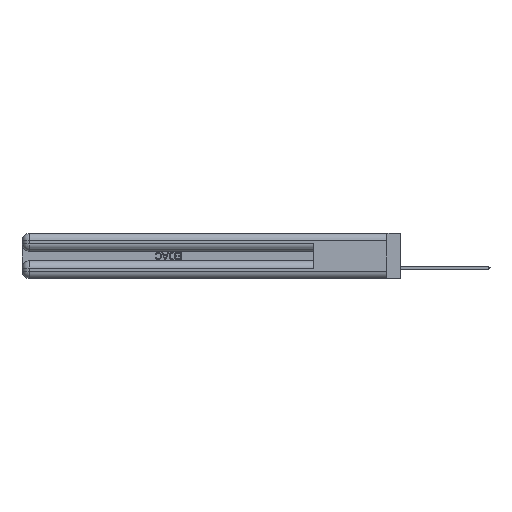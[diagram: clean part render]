
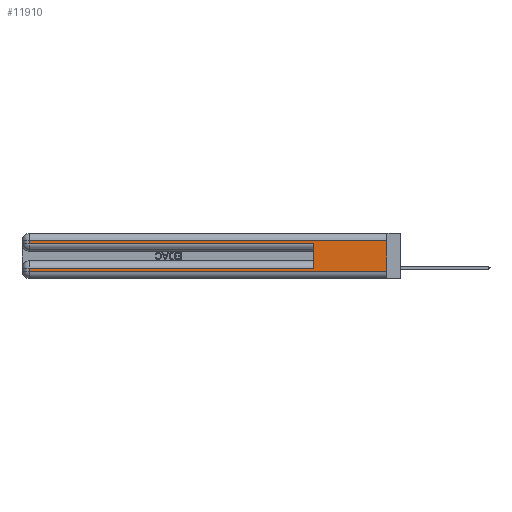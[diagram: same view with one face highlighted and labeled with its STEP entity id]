
A CAD part, left-side view. The second image highlights one B-rep face of the part: STEP entity #11910.
In plain terms, the highlighted planar face has unit normal (-1, 0, 0).
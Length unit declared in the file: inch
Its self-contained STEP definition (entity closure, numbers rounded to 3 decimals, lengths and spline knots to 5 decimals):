
#95 = VECTOR ( 'NONE', #10581, 39.37008 ) ;
#793 = VERTEX_POINT ( 'NONE', #17285 ) ;
#872 = DIRECTION ( 'NONE',  ( 0., 1., 0. ) ) ;
#1681 = DIRECTION ( 'NONE',  ( 0., -1., 0. ) ) ;
#3471 = LINE ( 'NONE', #17686, #24481 ) ;
#3534 = ORIENTED_EDGE ( 'NONE', *, *, #19171, .T. ) ;
#5117 = EDGE_CURVE ( 'NONE', #30494, #15104, #15437, .T. ) ;
#5662 = DIRECTION ( 'NONE',  ( 0., 0., -1. ) ) ;
#5838 = CARTESIAN_POINT ( 'NONE',  ( 0., 0., 0.37 ) ) ;
#5925 = LINE ( 'NONE', #9339, #38106 ) ;
#6012 = CARTESIAN_POINT ( 'NONE',  ( 0., 0., 0.37 ) ) ;
#9023 = DIRECTION ( 'NONE',  ( 0., -1., 0. ) ) ;
#9339 = CARTESIAN_POINT ( 'NONE',  ( 0., 0., 0.285 ) ) ;
#9909 = VECTOR ( 'NONE', #24392, 39.37008 ) ;
#10328 = VERTEX_POINT ( 'NONE', #44433 ) ;
#10490 = CARTESIAN_POINT ( 'NONE',  ( 0., 0.6, 0.145 ) ) ;
#10581 = DIRECTION ( 'NONE',  ( 0., 0., -1. ) ) ;
#11468 = VERTEX_POINT ( 'NONE', #37737 ) ;
#11828 = VERTEX_POINT ( 'NONE', #45122 ) ;
#11910 = ADVANCED_FACE ( 'NONE', ( #31490 ), #37842, .F. ) ;
#13385 = LINE ( 'NONE', #35847, #37643 ) ;
#13911 = ORIENTED_EDGE ( 'NONE', *, *, #31721, .T. ) ;
#13935 = EDGE_CURVE ( 'NONE', #11468, #10328, #3471, .T. ) ;
#15104 = VERTEX_POINT ( 'NONE', #36817 ) ;
#15437 = LINE ( 'NONE', #10490, #27193 ) ;
#17285 = CARTESIAN_POINT ( 'NONE',  ( 0., 2.94, 0.085 ) ) ;
#17628 = ORIENTED_EDGE ( 'NONE', *, *, #45943, .T. ) ;
#17686 = CARTESIAN_POINT ( 'NONE',  ( 0., 0., 0.06 ) ) ;
#17745 = ORIENTED_EDGE ( 'NONE', *, *, #45844, .T. ) ;
#17873 = DIRECTION ( 'NONE',  ( 0., 0., -1. ) ) ;
#18491 = LINE ( 'NONE', #44757, #9909 ) ;
#19171 = EDGE_CURVE ( 'NONE', #45189, #11828, #25424, .T. ) ;
#21712 = CARTESIAN_POINT ( 'NONE',  ( 0., 0., 0.085 ) ) ;
#22836 = LINE ( 'NONE', #21712, #48165 ) ;
#23118 = ORIENTED_EDGE ( 'NONE', *, *, #39523, .T. ) ;
#24392 = DIRECTION ( 'NONE',  ( 0., 0., -1. ) ) ;
#24481 = VECTOR ( 'NONE', #1681, 39.37008 ) ;
#25398 = ORIENTED_EDGE ( 'NONE', *, *, #5117, .F. ) ;
#25424 = LINE ( 'NONE', #34298, #95 ) ;
#27193 = VECTOR ( 'NONE', #46243, 39.37008 ) ;
#30494 = VERTEX_POINT ( 'NONE', #49237 ) ;
#30869 = VERTEX_POINT ( 'NONE', #32784 ) ;
#31490 = FACE_OUTER_BOUND ( 'NONE', #44668, .T. ) ;
#31721 = EDGE_CURVE ( 'NONE', #30869, #45189, #13385, .T. ) ;
#32707 = AXIS2_PLACEMENT_3D ( 'NONE', #5838, #49476, #17873 ) ;
#32784 = CARTESIAN_POINT ( 'NONE',  ( 0., 0., 0.31 ) ) ;
#34257 = ORIENTED_EDGE ( 'NONE', *, *, #13935, .T. ) ;
#34298 = CARTESIAN_POINT ( 'NONE',  ( 0., 2.94, 0.37 ) ) ;
#35514 = VECTOR ( 'NONE', #5662, 39.37008 ) ;
#35847 = CARTESIAN_POINT ( 'NONE',  ( 0., 0., 0.31 ) ) ;
#36817 = CARTESIAN_POINT ( 'NONE',  ( 0., 0.6, 0.285 ) ) ;
#37643 = VECTOR ( 'NONE', #872, 39.37008 ) ;
#37737 = CARTESIAN_POINT ( 'NONE',  ( 0., 2.94, 0.06 ) ) ;
#37842 = PLANE ( 'NONE',  #32707 ) ;
#38106 = VECTOR ( 'NONE', #9023, 39.37008 ) ;
#38597 = LINE ( 'NONE', #6012, #35514 ) ;
#39523 = EDGE_CURVE ( 'NONE', #11828, #15104, #5925, .T. ) ;
#41491 = DIRECTION ( 'NONE',  ( 0., 1., 0. ) ) ;
#42777 = ORIENTED_EDGE ( 'NONE', *, *, #44138, .F. ) ;
#44138 = EDGE_CURVE ( 'NONE', #30869, #10328, #38597, .T. ) ;
#44433 = CARTESIAN_POINT ( 'NONE',  ( 0., 0., 0.06 ) ) ;
#44668 = EDGE_LOOP ( 'NONE', ( #42777, #13911, #3534, #23118, #25398, #17628, #17745, #34257 ) ) ;
#44757 = CARTESIAN_POINT ( 'NONE',  ( 0., 2.94, 0.37 ) ) ;
#45122 = CARTESIAN_POINT ( 'NONE',  ( 0., 2.94, 0.285 ) ) ;
#45189 = VERTEX_POINT ( 'NONE', #47191 ) ;
#45844 = EDGE_CURVE ( 'NONE', #793, #11468, #18491, .T. ) ;
#45943 = EDGE_CURVE ( 'NONE', #30494, #793, #22836, .T. ) ;
#46243 = DIRECTION ( 'NONE',  ( 0., 0., 1. ) ) ;
#47191 = CARTESIAN_POINT ( 'NONE',  ( 0., 2.94, 0.31 ) ) ;
#48165 = VECTOR ( 'NONE', #41491, 39.37008 ) ;
#49237 = CARTESIAN_POINT ( 'NONE',  ( 0., 0.6, 0.085 ) ) ;
#49476 = DIRECTION ( 'NONE',  ( 1., 0., 0. ) ) ;
